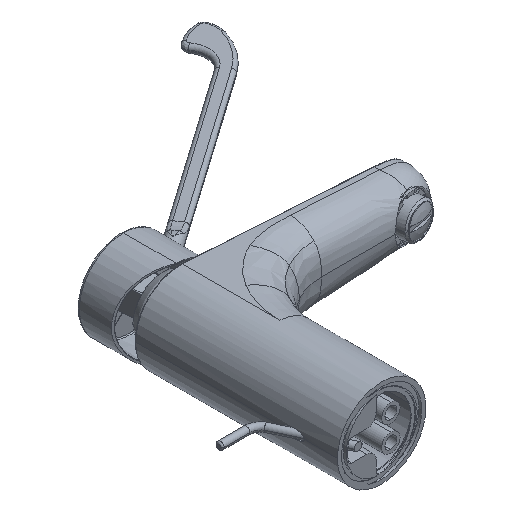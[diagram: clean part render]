
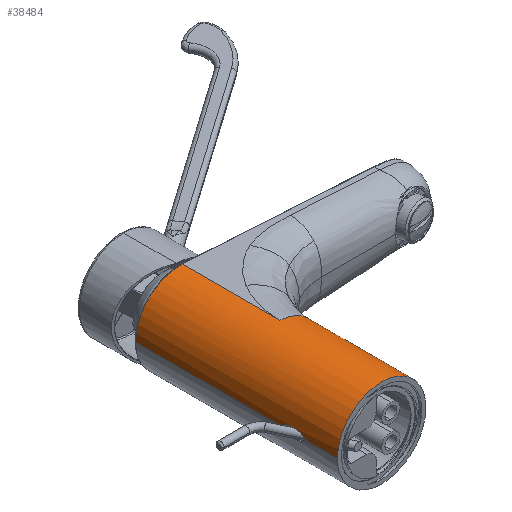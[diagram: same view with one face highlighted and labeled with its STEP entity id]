
A CAD part, isometric view. The second image highlights one B-rep face of the part: STEP entity #38484.
In plain terms, the highlighted cylindrical face has radius 24 mm (diameter 48 mm), a partial arc.
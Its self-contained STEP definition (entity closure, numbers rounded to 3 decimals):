
#4730=CARTESIAN_POINT('',(-24.,30.343,0.));
#4731=CARTESIAN_POINT('',(-24.,30.343,0.028));
#4732=CARTESIAN_POINT('',(-24.,30.341,
0.083));
#4733=CARTESIAN_POINT('',(-23.999,30.33,
0.167));
#4734=CARTESIAN_POINT('',(-23.999,30.312,
0.252));
#4735=CARTESIAN_POINT('',(-23.998,30.285,
0.339));
#4736=CARTESIAN_POINT('',(-23.996,30.25,
0.427));
#4737=CARTESIAN_POINT('',(-23.994,30.204,
0.518));
#4738=CARTESIAN_POINT('',(-23.992,30.147,
0.613));
#4739=CARTESIAN_POINT('',(-23.99,30.077,
0.712));
#4740=CARTESIAN_POINT('',(-23.986,29.993,
0.814));
#4741=CARTESIAN_POINT('',(-23.982,29.892,
0.921));
#4742=CARTESIAN_POINT('',(-23.978,29.77,1.033));
#4743=CARTESIAN_POINT('',(-23.973,29.624,1.15));
#4744=CARTESIAN_POINT('',(-23.966,29.451,1.273));
#4745=CARTESIAN_POINT('',(-23.959,29.246,1.4));
#4746=CARTESIAN_POINT('',(-23.951,29.005,1.531));
#4747=CARTESIAN_POINT('',(-23.942,28.723,1.665));
#4748=CARTESIAN_POINT('',(-23.932,28.394,1.801));
#4749=CARTESIAN_POINT('',(-23.922,28.013,1.936));
#4750=CARTESIAN_POINT('',(-23.911,27.578,2.067));
#4751=CARTESIAN_POINT('',(-23.9,27.091,2.189));
#4752=CARTESIAN_POINT('',(-23.89,26.557,2.296));
#4753=CARTESIAN_POINT('',(-23.881,25.984,2.385));
#4754=CARTESIAN_POINT('',(-23.875,25.383,2.45));
#4755=CARTESIAN_POINT('',(-23.87,24.767,2.491));
#4756=CARTESIAN_POINT('',(-23.869,24.151,2.504));
#4757=CARTESIAN_POINT('',(-23.87,23.549,2.491));
#4758=CARTESIAN_POINT('',(-23.874,22.972,2.453));
#4759=CARTESIAN_POINT('',(-23.88,22.43,2.393));
#4760=CARTESIAN_POINT('',(-23.888,21.927,2.314));
#4761=CARTESIAN_POINT('',(-23.897,21.468,2.219));
#4762=CARTESIAN_POINT('',(-23.907,21.053,2.113));
#4763=CARTESIAN_POINT('',(-23.917,20.683,1.998));
#4764=CARTESIAN_POINT('',(-23.927,20.354,1.877));
#4765=CARTESIAN_POINT('',(-23.936,20.066,1.753));
#4766=CARTESIAN_POINT('',(-23.945,19.813,1.627));
#4767=CARTESIAN_POINT('',(-23.953,19.594,1.502));
#4768=CARTESIAN_POINT('',(-23.96,19.404,1.379));
#4769=CARTESIAN_POINT('',(-23.967,19.242,1.258));
#4770=CARTESIAN_POINT('',(-23.973,19.101,1.139));
#4771=CARTESIAN_POINT('',(-23.978,18.982,1.024));
#4772=CARTESIAN_POINT('',(-23.983,18.88,
0.911));
#4773=CARTESIAN_POINT('',(-23.987,18.794,
0.801));
#4774=CARTESIAN_POINT('',(-23.99,18.721,
0.694));
#4775=CARTESIAN_POINT('',(-23.993,18.662,
0.589));
#4776=CARTESIAN_POINT('',(-23.995,18.614,
0.487));
#4777=CARTESIAN_POINT('',(-23.997,18.576,
0.388));
#4778=CARTESIAN_POINT('',(-23.998,18.547,
0.289));
#4779=CARTESIAN_POINT('',(-23.999,18.527,
0.192));
#4780=CARTESIAN_POINT('',(-24.,18.515,
0.096));
#4781=CARTESIAN_POINT('',(-24.,18.512,0.032));
#4782=CARTESIAN_POINT('',(-24.,18.512,0.));
#4784=CARTESIAN_POINT('',(0.,110.,0.));
#4785=DIRECTION('',(0.,1.,0.));
#4786=DIRECTION('',(-1.,0.,0.));
#4787=AXIS2_PLACEMENT_3D('',#4784,#4785,#4786);
#4789=DIRECTION('',(0.,1.,0.));
#4790=VECTOR('',#4789,52.823);
#4791=CARTESIAN_POINT('',(1.454,57.177,23.956));
#4792=LINE('',#4791,#4790);
#4793=CARTESIAN_POINT('',(0.,0.5,0.));
#4794=DIRECTION('',(0.,-1.,0.));
#4795=DIRECTION('',(1.,0.,0.));
#4796=AXIS2_PLACEMENT_3D('',#4793,#4794,#4795);
#4806=CARTESIAN_POINT('',(-24.,18.512,0.));
#4858=CARTESIAN_POINT('',(-24.,30.343,0.));
#4860=DIRECTION('',(0.,-1.,0.));
#4861=VECTOR('',#4860,18.012);
#4862=CARTESIAN_POINT('',(-24.,18.512,0.));
#4863=LINE('',#4862,#4861);
#4869=DIRECTION('',(0.,1.,0.));
#4870=VECTOR('',#4869,56.677);
#4871=CARTESIAN_POINT('',(24.,0.5,0.));
#4872=LINE('',#4871,#4870);
#4882=DIRECTION('',(0.,-1.,0.));
#4883=VECTOR('',#4882,79.657);
#4884=CARTESIAN_POINT('',(-24.,110.,0.));
#4885=LINE('',#4884,#4883);
#21216=CARTESIAN_POINT('',(0.,57.177,0.));
#21217=DIRECTION('',(0.,1.,0.));
#21218=DIRECTION('',(0.781,0.,0.625));
#21219=AXIS2_PLACEMENT_3D('',#21216,#21217,#21218);
#21241=CARTESIAN_POINT('',(0.,57.177,0.));
#21242=DIRECTION('',(0.,1.,0.));
#21243=DIRECTION('',(0.061,0.,0.998));
#21244=AXIS2_PLACEMENT_3D('',#21241,#21242,#21243);
#26890=CARTESIAN_POINT('',(24.,57.177,0.));
#26891=VERTEX_POINT('',#26890);
#26903=CARTESIAN_POINT('',(18.735,57.177,15.));
#26904=VERTEX_POINT('',#26903);
#26905=CARTESIAN_POINT('',(1.455,57.177,23.956));
#26906=VERTEX_POINT('',#26905);
#26915=CARTESIAN_POINT('',(-24.,110.,0.));
#26917=VERTEX_POINT('',#26915);
#26918=CARTESIAN_POINT('',(1.455,110.,23.956));
#26919=VERTEX_POINT('',#26918);
#26931=CARTESIAN_POINT('',(24.,0.5,0.));
#26932=CARTESIAN_POINT('',(-24.,0.5,0.));
#26933=VERTEX_POINT('',#26931);
#26934=VERTEX_POINT('',#26932);
#26939=VERTEX_POINT('',#4806);
#26940=VERTEX_POINT('',#4858);
#38460=CARTESIAN_POINT('',(0.,110.5,0.));
#38461=DIRECTION('',(0.,-1.,0.));
#38462=DIRECTION('',(1.,0.,0.));
#38463=AXIS2_PLACEMENT_3D('',#38460,#38461,#38462);
#38464=CYLINDRICAL_SURFACE('',#38463,24.);
#38466=ORIENTED_EDGE('',*,*,#38465,.F.);
#38468=ORIENTED_EDGE('',*,*,#38467,.F.);
#38469=ORIENTED_EDGE('',*,*,#38445,.T.);
#38471=ORIENTED_EDGE('',*,*,#38470,.F.);
#38473=ORIENTED_EDGE('',*,*,#38472,.T.);
#38475=ORIENTED_EDGE('',*,*,#38474,.T.);
#38477=ORIENTED_EDGE('',*,*,#38476,.F.);
#38479=ORIENTED_EDGE('',*,*,#38478,.T.);
#38481=ORIENTED_EDGE('',*,*,#38480,.F.);
#38482=EDGE_LOOP('',(#38466,#38468,#38469,#38471,#38473,#38475,#38477,#38479,
#38481));
#38483=FACE_OUTER_BOUND('',#38482,.F.);
#38484=ADVANCED_FACE('',(#38483),#38464,.T.);
#4783=B_SPLINE_CURVE_WITH_KNOTS('',3,(#4730,#4731,#4732,#4733,#4734,#4735,#4736,
#4737,#4738,#4739,#4740,#4741,#4742,#4743,#4744,#4745,#4746,#4747,#4748,#4749,
#4750,#4751,#4752,#4753,#4754,#4755,#4756,#4757,#4758,#4759,#4760,#4761,#4762,
#4763,#4764,#4765,#4766,#4767,#4768,#4769,#4770,#4771,#4772,#4773,#4774,#4775,
#4776,#4777,#4778,#4779,#4780,#4781,#4782),.UNSPECIFIED.,.F.,.F.,(4,1,1,1,1,1,1,
1,1,1,1,1,1,1,1,1,1,1,1,1,1,1,1,1,1,1,1,1,1,1,1,1,1,1,1,1,1,1,1,1,1,1,1,1,1,1,1,
1,1,1,4),(0.,0.02,0.04,0.06,0.08,0.1,0.12,0.14,0.16,0.18,0.2,
0.22,0.24,0.26,0.28,0.3,0.32,0.34,0.36,0.38,0.4,0.42,
0.44,0.46,0.48,0.5,0.52,0.54,0.56,0.58,0.6,0.62,0.64,
0.66,0.68,0.7,0.72,0.74,0.76,0.78,0.8,0.82,0.84,0.86,
0.88,0.9,0.92,0.94,0.96,0.98,1.),.UNSPECIFIED.);
#4788=CIRCLE('',#4787,24.);
#4797=CIRCLE('',#4796,24.);
#21220=CIRCLE('',#21219,24.);
#21245=CIRCLE('',#21244,24.);
#38445=EDGE_CURVE('',#26917,#26919,#4788,.T.);
#38465=EDGE_CURVE('',#26940,#26939,#4783,.T.);
#38467=EDGE_CURVE('',#26917,#26940,#4885,.T.);
#38470=EDGE_CURVE('',#26906,#26919,#4792,.T.);
#38472=EDGE_CURVE('',#26906,#26904,#21245,.T.);
#38474=EDGE_CURVE('',#26904,#26891,#21220,.T.);
#38476=EDGE_CURVE('',#26933,#26891,#4872,.T.);
#38478=EDGE_CURVE('',#26933,#26934,#4797,.T.);
#38480=EDGE_CURVE('',#26939,#26934,#4863,.T.);
